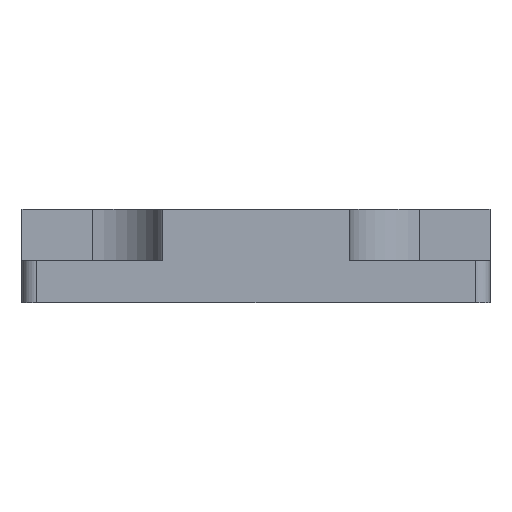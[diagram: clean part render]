
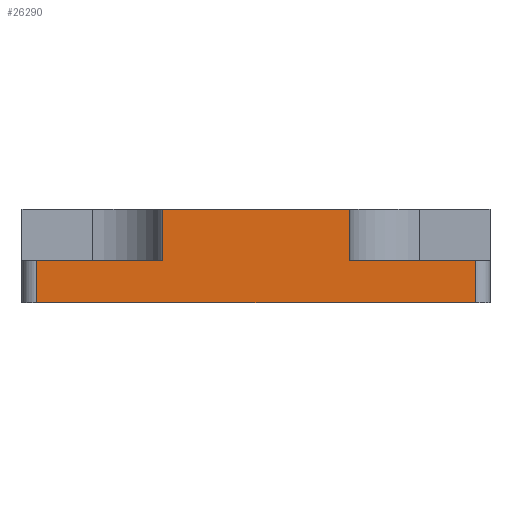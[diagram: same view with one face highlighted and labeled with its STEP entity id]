
A CAD part, left-side view. The second image highlights one B-rep face of the part: STEP entity #26290.
In plain terms, the highlighted planar face has unit normal (-1, 0, 0).
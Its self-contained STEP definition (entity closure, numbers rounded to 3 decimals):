
#1410=CARTESIAN_POINT('',(22.5,48.4,0.));
#1420=VERTEX_POINT('',#1410);
#1450=CARTESIAN_POINT('',(22.5,0.,0.));
#1460=DIRECTION('',(0.,1.,0.));
#1470=VECTOR('',#1460,1.);
#1480=LINE('',#1450,#1470);
#1490=CARTESIAN_POINT('',(22.5,1.6,0.));
#1500=VERTEX_POINT('',#1490);
#1510=EDGE_CURVE('',#1500,#1420,#1480,.T.);
#2390=CARTESIAN_POINT('',(22.5,15.,10.));
#2400=VERTEX_POINT('',#2390);
#2570=CARTESIAN_POINT('',(22.5,15.,4.5));
#2580=VERTEX_POINT('',#2570);
#2610=CARTESIAN_POINT('',(22.5,15.,0.));
#2620=DIRECTION('',(0.,0.,-1.));
#2630=VECTOR('',#2620,1.);
#2640=LINE('',#2610,#2630);
#2650=EDGE_CURVE('',#2400,#2580,#2640,.T.);
#24740=CARTESIAN_POINT('',(22.5,0.,10.));
#24750=DIRECTION('',(0.,1.,0.));
#24760=VECTOR('',#24750,1.);
#24770=LINE('',#24740,#24760);
#24780=CARTESIAN_POINT('',(22.5,35.,10.));
#24790=VERTEX_POINT('',#24780);
#24800=EDGE_CURVE('',#2400,#24790,#24770,.T.);
#25830=CARTESIAN_POINT('',(22.5,50.,-1.));
#25840=DIRECTION('',(1.,0.,0.));
#25850=DIRECTION('',(0.,-1.,0.));
#25860=AXIS2_PLACEMENT_3D('',#25830,#25840,#25850);
#25870=PLANE('',#25860);
#25880=ORIENTED_EDGE('',*,*,#1510,.F.);
#25890=CARTESIAN_POINT('',(22.5,48.4,0.));
#25900=DIRECTION('',(0.,0.,-1.));
#25910=VECTOR('',#25900,1.);
#25920=LINE('',#25890,#25910);
#25930=CARTESIAN_POINT('',(22.5,48.4,4.5));
#25940=VERTEX_POINT('',#25930);
#25950=EDGE_CURVE('',#25940,#1420,#25920,.T.);
#25960=ORIENTED_EDGE('',*,*,#25950,.T.);
#25970=CARTESIAN_POINT('',(22.5,0.,4.5));
#25980=DIRECTION('',(0.,-1.,0.));
#25990=VECTOR('',#25980,1.);
#26000=LINE('',#25970,#25990);
#26010=CARTESIAN_POINT('',(22.5,35.,4.5));
#26020=VERTEX_POINT('',#26010);
#26030=EDGE_CURVE('',#25940,#26020,#26000,.T.);
#26040=ORIENTED_EDGE('',*,*,#26030,.F.);
#26050=CARTESIAN_POINT('',(22.5,35.,0.));
#26060=DIRECTION('',(0.,0.,1.));
#26070=VECTOR('',#26060,1.);
#26080=LINE('',#26050,#26070);
#26090=EDGE_CURVE('',#26020,#24790,#26080,.T.);
#26100=ORIENTED_EDGE('',*,*,#26090,.F.);
#26110=ORIENTED_EDGE('',*,*,#24800,.T.);
#26120=ORIENTED_EDGE('',*,*,#2650,.F.);
#26130=CARTESIAN_POINT('',(22.5,0.,4.5));
#26140=DIRECTION('',(0.,-1.,0.));
#26150=VECTOR('',#26140,1.);
#26160=LINE('',#26130,#26150);
#26170=CARTESIAN_POINT('',(22.5,1.6,4.5));
#26180=VERTEX_POINT('',#26170);
#26190=EDGE_CURVE('',#2580,#26180,#26160,.T.);
#26200=ORIENTED_EDGE('',*,*,#26190,.F.);
#26210=CARTESIAN_POINT('',(22.5,1.6,0.));
#26220=DIRECTION('',(0.,0.,1.));
#26230=VECTOR('',#26220,1.);
#26240=LINE('',#26210,#26230);
#26250=EDGE_CURVE('',#1500,#26180,#26240,.T.);
#26260=ORIENTED_EDGE('',*,*,#26250,.T.);
#26270=EDGE_LOOP('',(#26260,#26200,#26120,#26110,#26100,#26040,#25960,
#25880));
#26280=FACE_OUTER_BOUND('',#26270,.T.);
#26290=ADVANCED_FACE('',(#26280),#25870,.F.);
